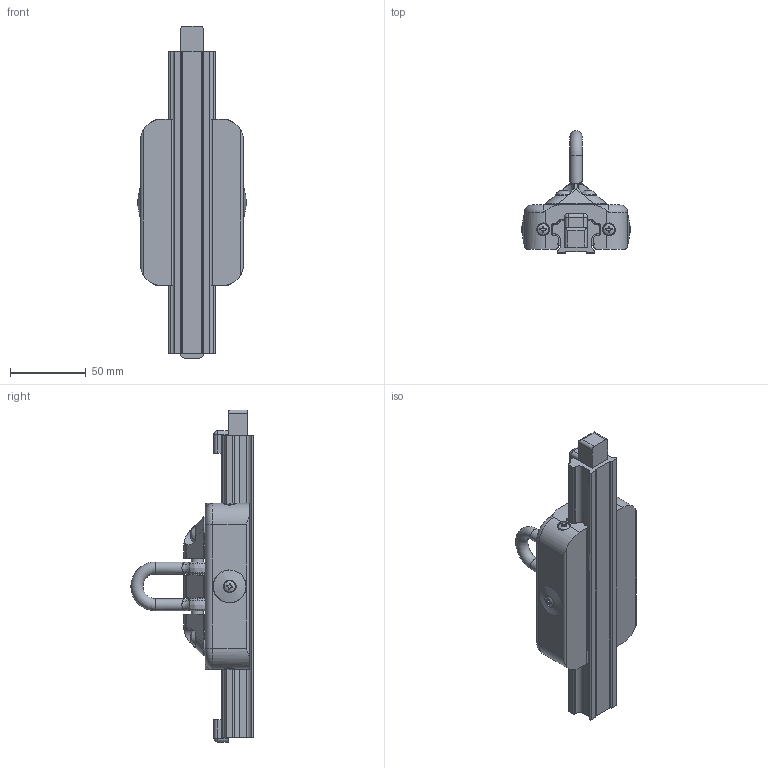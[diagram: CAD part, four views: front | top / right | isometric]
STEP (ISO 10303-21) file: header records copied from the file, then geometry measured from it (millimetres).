
FILE_DESCRIPTION(/* description */ (''),/* implementation_level */ '2;1');
FILE_NAME(/* name */ '4110-SH.stp',/* time_stamp */ '2020-07-06T14:31:40+02:00',/* author */ ('lucade'),/* organization */ (''),/* preprocessor_version */ 'ST-DEVELOPER v18.1',/* originating_system */ 'Autodesk Inventor 2021',/* authorisation */ '');
FILE_SCHEMA (('AUTOMOTIVE_DESIGN { 1 0 10303 214 3 1 1 }'));
Length unit declared in the file: millimetre
Products named in the file (1): Parte4
Bounding box: 71.95 x 80.9 x 219.8 mm (x, y, z)
Volume: 291444.4 mm3; surface area: 47873.8 mm2
Topology: 2 solids, 13 shells, 678 faces, 1870 edges, 1225 vertices
Faces by surface type: plane 305, cylinder 212, bspline 53, torus 48, cone 46, sphere 14
Full cylindrical faces by diameter (mm): 3.5 x2, 3.6 x2, 5 x4, 5.1 x2, 6.8 x2, 8 x3, 8.2 x3, 8.4 x2, 8.5 x8, 14 x2
Entity records: 24570 total; most frequent: CARTESIAN_POINT 7470, ORIENTED_EDGE 3704, DIRECTION 3570, EDGE_CURVE 1852, AXIS2_PLACEMENT_3D 1405, VERTEX_POINT 1225, LINE 760, VECTOR 760
